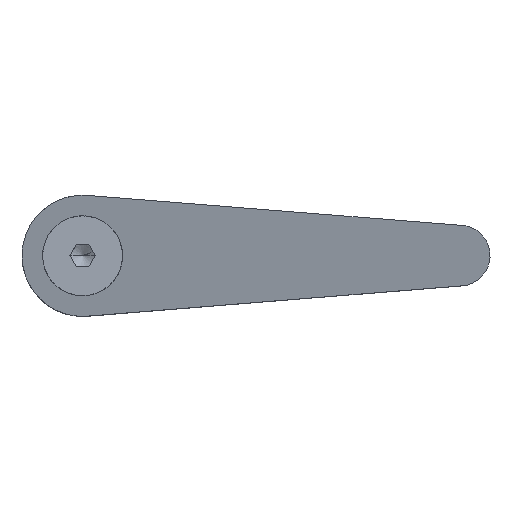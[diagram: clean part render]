
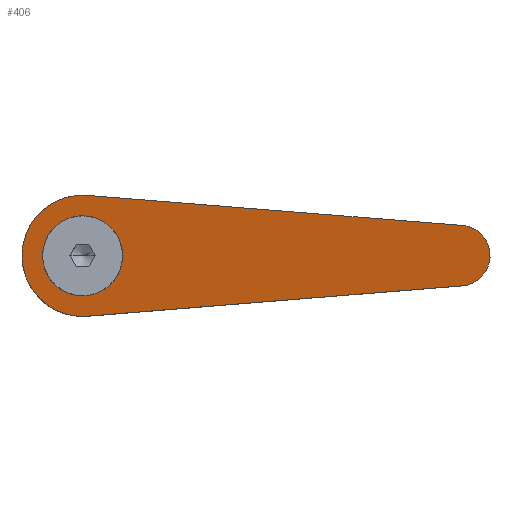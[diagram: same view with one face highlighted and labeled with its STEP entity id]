
A CAD part, top view. The second image highlights one B-rep face of the part: STEP entity #406.
In plain terms, the highlighted planar face has unit normal (-0.259, 0, 0.966).
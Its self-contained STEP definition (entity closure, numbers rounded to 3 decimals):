
#206=VERTEX_POINT('',#557);
#212=EDGE_CURVE('',#338,#330,#563,.T.);
#218=EDGE_CURVE('',#462,#338,#569,.T.);
#234=VERTEX_POINT('',#587);
#286=VERTEX_POINT('',#643);
#290=EDGE_CURVE('',#234,#286,#647,.T.);
#296=VERTEX_POINT('',#654);
#322=EDGE_CURVE('',#206,#234,#682,.T.);
#330=VERTEX_POINT('',#693);
#338=VERTEX_POINT('',#702);
#352=EDGE_CURVE('',#296,#206,#717,.T.);
#406=ADVANCED_FACE('',(#774,#775),#776,.F.);
#444=EDGE_CURVE('',#330,#462,#819,.T.);
#462=VERTEX_POINT('',#840);
#490=EDGE_CURVE('',#286,#512,#871,.T.);
#508=EDGE_CURVE('',#512,#296,#893,.T.);
#512=VERTEX_POINT('',#897);
#557=CARTESIAN_POINT('',(-11.0,0.,79.9));
#563=ELLIPSE('',#949,7.506,7.25);
#569=ELLIPSE('',#959,7.506,7.25);
#587=CARTESIAN_POINT('',(0.883,-10.964,83.087));
#643=CARTESIAN_POINT('',(68.942,-5.482,101.34));
#647=LINE('',#1062,#1063);
#654=CARTESIAN_POINT('',(0.883,10.964,83.087));
#682=ELLIPSE('',#1122,11.389,11.0);
#693=CARTESIAN_POINT('',(0.,7.25,82.85));
#702=CARTESIAN_POINT('',(0.,-7.25,82.85));
#717=ELLIPSE('',#1173,11.389,11.0);
#774=FACE_OUTER_BOUND('',#1285,.T.);
#775=FACE_BOUND('',#1286,.T.);
#776=PLANE('',#1287);
#819=ELLIPSE('',#1352,7.506,7.25);
#840=CARTESIAN_POINT('',(-0.793,7.207,82.638));
#871=ELLIPSE('',#1417,5.694,5.5);
#893=LINE('',#1448,#1449);
#897=CARTESIAN_POINT('',(68.942,5.482,101.34));
#949=AXIS2_PLACEMENT_3D('',#1504,#1505,#1506);
#959=AXIS2_PLACEMENT_3D('',#1511,#1512,#1513);
#1062=CARTESIAN_POINT('',(71.308,-5.292,101.975));
#1063=VECTOR('',#1584,1.0);
#1122=AXIS2_PLACEMENT_3D('',#1621,#1622,#1623);
#1173=AXIS2_PLACEMENT_3D('',#1671,#1672,#1673);
#1285=EDGE_LOOP('',(#1728,#1729,#1730,#1731,#1732));
#1286=EDGE_LOOP('',(#1733,#1734,#1735));
#1287=AXIS2_PLACEMENT_3D('',#1736,#1737,#1738);
#1352=AXIS2_PLACEMENT_3D('',#1784,#1785,#1786);
#1417=AXIS2_PLACEMENT_3D('',#1852,#1853,#1854);
#1448=CARTESIAN_POINT('',(39.549,7.85,93.457));
#1449=VECTOR('',#1880,1.0);
#1504=CARTESIAN_POINT('',(0.,0.,82.85));
#1505=DIRECTION('',(-0.259,0.,0.966));
#1506=DIRECTION('',(-0.966,0.0,-0.259));
#1511=CARTESIAN_POINT('',(0.,0.,82.85));
#1512=DIRECTION('',(-0.259,0.,0.966));
#1513=DIRECTION('',(-0.966,0.0,-0.259));
#1584=DIRECTION('',(0.963,0.078,0.258));
#1621=CARTESIAN_POINT('',(0.,0.,82.85));
#1622=DIRECTION('',(-0.259,0.,0.966));
#1623=DIRECTION('',(-0.966,0.,-0.259));
#1671=CARTESIAN_POINT('',(0.,0.,82.85));
#1672=DIRECTION('',(-0.259,0.,0.966));
#1673=DIRECTION('',(-0.966,0.,-0.259));
#1728=ORIENTED_EDGE('',*,*,#352,.T.);
#1729=ORIENTED_EDGE('',*,*,#322,.T.);
#1730=ORIENTED_EDGE('',*,*,#290,.T.);
#1731=ORIENTED_EDGE('',*,*,#490,.T.);
#1732=ORIENTED_EDGE('',*,*,#508,.T.);
#1733=ORIENTED_EDGE('',*,*,#218,.F.);
#1734=ORIENTED_EDGE('',*,*,#444,.F.);
#1735=ORIENTED_EDGE('',*,*,#212,.F.);
#1736=CARTESIAN_POINT('',(32.975,0.,91.694));
#1737=DIRECTION('',(0.259,0.,-0.966));
#1738=DIRECTION('',(0.25,0.966,0.067));
#1784=CARTESIAN_POINT('',(0.,0.,82.85));
#1785=DIRECTION('',(-0.259,0.,0.966));
#1786=DIRECTION('',(-0.966,0.0,-0.259));
#1852=CARTESIAN_POINT('',(68.5,0.0,101.222));
#1853=DIRECTION('',(-0.259,0.,0.966));
#1854=DIRECTION('',(0.966,0.,0.259));
#1880=DIRECTION('',(-0.963,0.078,-0.258));
